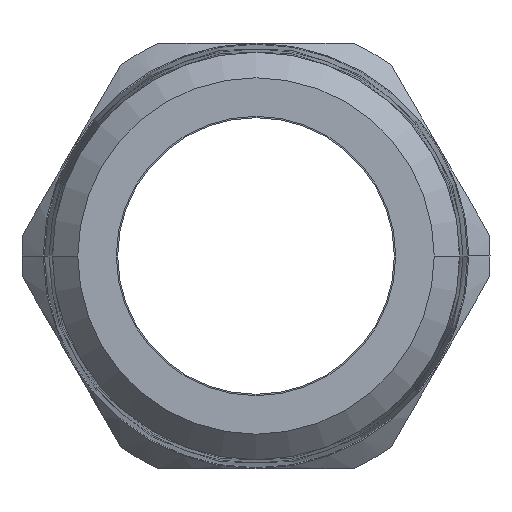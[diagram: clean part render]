
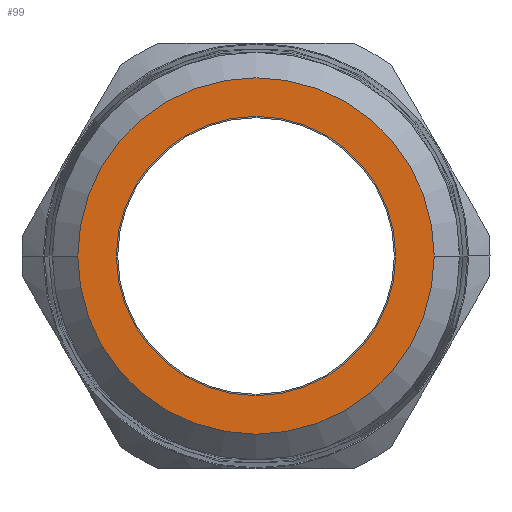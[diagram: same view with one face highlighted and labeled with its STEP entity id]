
A CAD part, front view. The second image highlights one B-rep face of the part: STEP entity #99.
In plain terms, the highlighted planar face has unit normal (0, -1, 0).
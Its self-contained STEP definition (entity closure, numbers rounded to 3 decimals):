
#99=ADVANCED_FACE('',(#214,#215),#216,.T.);
#214=FACE_BOUND('',#330,.T.);
#215=FACE_OUTER_BOUND('',#331,.T.);
#216=PLANE('',#332);
#330=EDGE_LOOP('',(#728,#729));
#331=EDGE_LOOP('',(#730,#731));
#332=AXIS2_PLACEMENT_3D('',#732,#733,#734);
#728=ORIENTED_EDGE('',*,*,#793,.T.);
#729=ORIENTED_EDGE('',*,*,#773,.T.);
#730=ORIENTED_EDGE('',*,*,#740,.F.);
#731=ORIENTED_EDGE('',*,*,#854,.F.);
#732=CARTESIAN_POINT('',(2.095,-6.5,0.0));
#733=DIRECTION('',(-0.0,-1.0,-0.0));
#734=DIRECTION('',(-1.0,0.0,0.0));
#740=EDGE_CURVE('',#863,#866,#867,.T.);
#773=EDGE_CURVE('',#921,#925,#927,.T.);
#793=EDGE_CURVE('',#925,#921,#959,.T.);
#854=EDGE_CURVE('',#866,#863,#1048,.T.);
#863=VERTEX_POINT('',#1059);
#866=VERTEX_POINT('',#1063);
#867=CIRCLE('',#1064,4.189);
#921=VERTEX_POINT('',#1175);
#925=VERTEX_POINT('',#1180);
#927=CIRCLE('',#1183,3.283);
#959=CIRCLE('',#1221,3.283);
#1048=CIRCLE('',#1540,4.189);
#1059=CARTESIAN_POINT('',(4.189,-6.5,0.0));
#1063=CARTESIAN_POINT('',(-4.189,-6.5,0.));
#1064=AXIS2_PLACEMENT_3D('',#1550,#1551,#1552);
#1175=CARTESIAN_POINT('',(3.283,-6.5,0.));
#1180=CARTESIAN_POINT('',(-3.283,-6.5,0.));
#1183=AXIS2_PLACEMENT_3D('',#1607,#1608,#1609);
#1221=AXIS2_PLACEMENT_3D('',#1655,#1656,#1657);
#1540=AXIS2_PLACEMENT_3D('',#1758,#1759,#1760);
#1550=CARTESIAN_POINT('',(0.0,-6.5,0.0));
#1551=DIRECTION('',(-0.0,1.0,0.0));
#1552=DIRECTION('',(1.0,0.0,0.0));
#1607=CARTESIAN_POINT('',(0.0,-6.5,0.0));
#1608=DIRECTION('',(-0.0,1.0,0.0));
#1609=DIRECTION('',(1.0,0.0,0.0));
#1655=CARTESIAN_POINT('',(0.0,-6.5,0.0));
#1656=DIRECTION('',(-0.0,1.0,0.0));
#1657=DIRECTION('',(1.0,0.0,0.0));
#1758=CARTESIAN_POINT('',(0.0,-6.5,0.0));
#1759=DIRECTION('',(-0.0,1.0,0.0));
#1760=DIRECTION('',(1.0,0.0,0.0));
